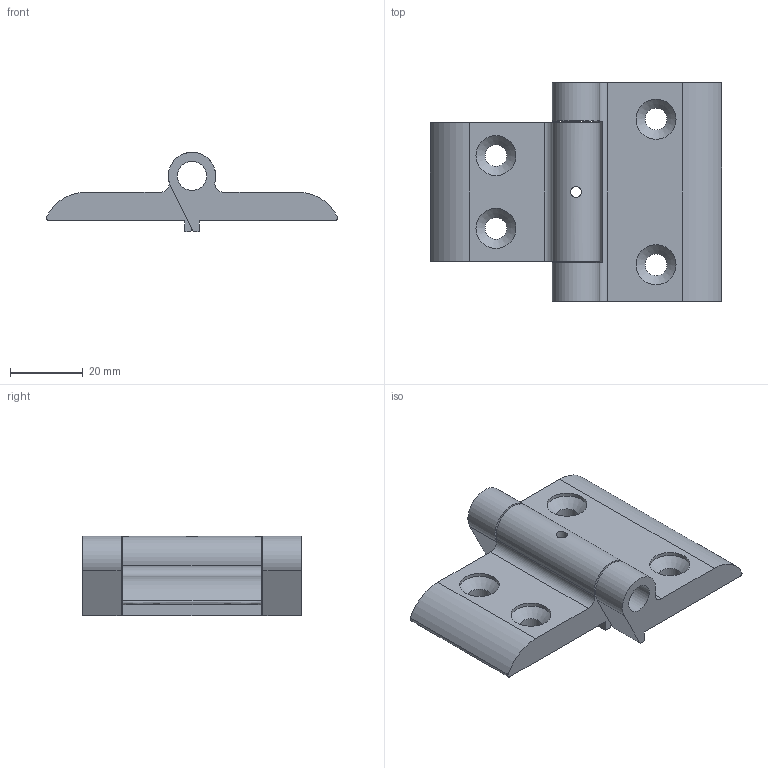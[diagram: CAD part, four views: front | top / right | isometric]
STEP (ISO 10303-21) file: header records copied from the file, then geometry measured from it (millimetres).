
FILE_DESCRIPTION(/* description */ ('CERNIERA 60x80 S/P D8 ALLUMINIO'),/* implementation_level */ '2;1');
FILE_NAME(/* name */ 'CCRYY0000018.stp',/* time_stamp */ '2020-07-08T18:39:46+02:00',/* author */ ('tecnico5'),/* organization */ (''),/* preprocessor_version */ 'ST-DEVELOPER v17.2',/* originating_system */ 'Autodesk Inventor 2019',/* authorisation */ '');
FILE_SCHEMA (('AUTOMOTIVE_DESIGN { 1 0 10303 214 3 1 1 }'));
Length unit declared in the file: millimetre
Products named in the file (3): CCRYY0000018; 440000016425; 440000016426
Assembly tree (2 placements, depth 2):
  CCRYY0000018
    440000016425
    440000016426
Bounding box: 80 x 60 x 21.8 mm (x, y, z)
Volume: 31272.2 mm3; surface area: 14008.8 mm2
Topology: 2 solids, 2 shells, 46 faces, 145 edges, 102 vertices
Faces by surface type: cylinder 20, plane 20, cone 4, bspline 2
Full cylindrical faces by diameter (mm): 3 x2, 6 x4, 8 x3, 11 x4
Entity records: 1954 total; most frequent: CARTESIAN_POINT 492, ORIENTED_EDGE 290, DIRECTION 281, EDGE_CURVE 145, AXIS2_PLACEMENT_3D 106, VERTEX_POINT 102, LINE 69, VECTOR 69
